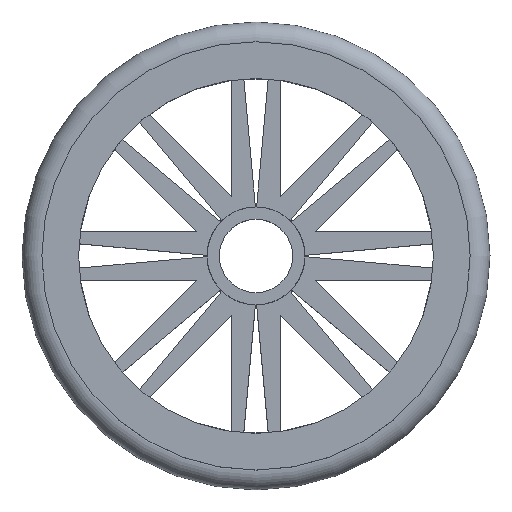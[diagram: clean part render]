
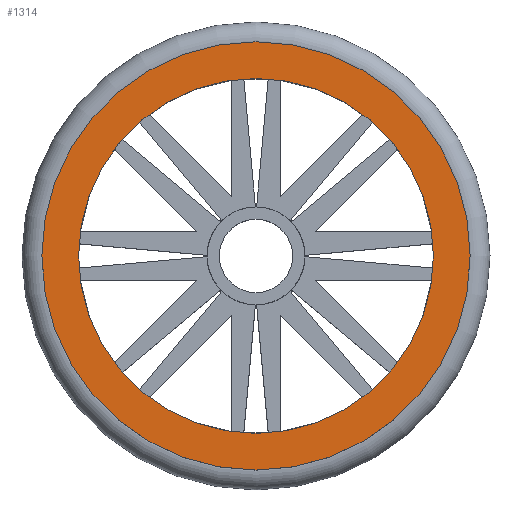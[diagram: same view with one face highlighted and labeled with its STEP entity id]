
A CAD part, top view. The second image highlights one B-rep face of the part: STEP entity #1314.
In plain terms, the highlighted planar face has unit normal (0, 0, 1).
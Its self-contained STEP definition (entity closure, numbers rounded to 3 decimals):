
#35=FACE_BOUND('',#233,.T.);
#111=CIRCLE('',#1486,8.75);
#112=CIRCLE('',#1487,7.25);
#172=FACE_OUTER_BOUND('',#232,.T.);
#232=EDGE_LOOP('',(#1078));
#233=EDGE_LOOP('',(#1079));
#638=VERTEX_POINT('',#2223);
#639=VERTEX_POINT('',#2225);
#818=EDGE_CURVE('',#638,#638,#111,.T.);
#819=EDGE_CURVE('',#639,#639,#112,.T.);
#1078=ORIENTED_EDGE('',*,*,#818,.F.);
#1079=ORIENTED_EDGE('',*,*,#819,.T.);
#1262=PLANE('',#1485);
#1314=ADVANCED_FACE('',(#172,#35),#1262,.T.);
#1485=AXIS2_PLACEMENT_3D('',#2222,#1829,#1830);
#1486=AXIS2_PLACEMENT_3D('',#2224,#1831,#1832);
#1487=AXIS2_PLACEMENT_3D('',#2226,#1833,#1834);
#1829=DIRECTION('center_axis',(0.,0.,1.));
#1830=DIRECTION('ref_axis',(1.,0.,0.));
#1831=DIRECTION('center_axis',(0.,0.,-1.));
#1832=DIRECTION('ref_axis',(1.,0.,0.));
#1833=DIRECTION('center_axis',(0.,0.,-1.));
#1834=DIRECTION('ref_axis',(1.,0.,0.));
#2222=CARTESIAN_POINT('Origin',(10.75,0.,5.));
#2223=CARTESIAN_POINT('',(-6.75,0.,5.));
#2224=CARTESIAN_POINT('Origin',(2.,0.,5.));
#2225=CARTESIAN_POINT('',(-5.25,0.,5.));
#2226=CARTESIAN_POINT('Origin',(2.,0.,5.));
